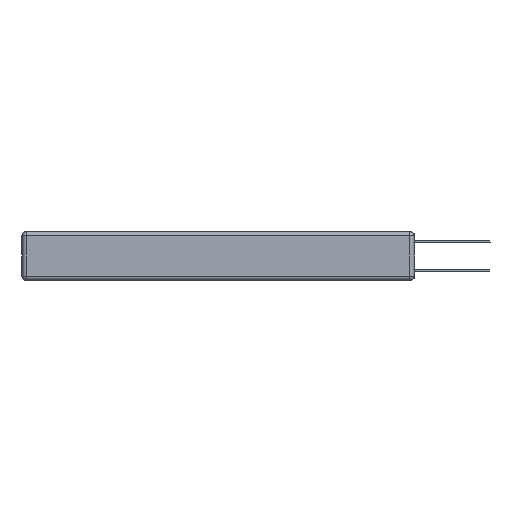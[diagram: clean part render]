
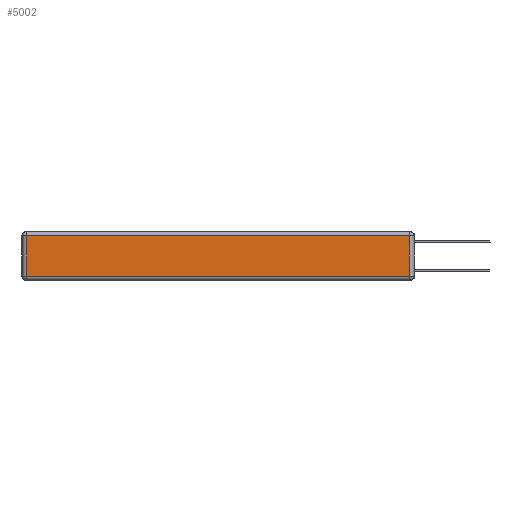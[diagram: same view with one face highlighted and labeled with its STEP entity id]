
A CAD part, left-side view. The second image highlights one B-rep face of the part: STEP entity #5002.
In plain terms, the highlighted planar face has unit normal (-1, 0, 0).
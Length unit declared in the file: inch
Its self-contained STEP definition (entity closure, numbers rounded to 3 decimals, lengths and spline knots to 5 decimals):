
#1079 = VECTOR ( 'NONE', #5286, 39.37008 ) ;
#1313 = ORIENTED_EDGE ( 'NONE', *, *, #13013, .T. ) ;
#1486 = EDGE_LOOP ( 'NONE', ( #15790, #14450, #14947, #1313 ) ) ;
#1558 = AXIS2_PLACEMENT_3D ( 'NONE', #5848, #17216, #2702 ) ;
#2688 = CARTESIAN_POINT ( 'NONE',  ( 0., 2.72, -0.313 ) ) ;
#2702 = DIRECTION ( 'NONE',  ( 0., 0., 1. ) ) ;
#2857 = CARTESIAN_POINT ( 'NONE',  ( 0., 2.72, -0.343 ) ) ;
#3523 = DIRECTION ( 'NONE',  ( 0., 1., 0. ) ) ;
#4365 = CARTESIAN_POINT ( 'NONE',  ( 0., 0.03, -0.03 ) ) ;
#4402 = LINE ( 'NONE', #2857, #4872 ) ;
#4458 = FACE_OUTER_BOUND ( 'NONE', #1486, .T. ) ;
#4872 = VECTOR ( 'NONE', #17480, 39.37008 ) ;
#5002 = ADVANCED_FACE ( 'NONE', ( #4458 ), #10940, .T. ) ;
#5084 = CARTESIAN_POINT ( 'NONE',  ( 0., 2.75, -0.03 ) ) ;
#5286 = DIRECTION ( 'NONE',  ( 0., -1., 0. ) ) ;
#5848 = CARTESIAN_POINT ( 'NONE',  ( 0., 0., -0.343 ) ) ;
#5852 = VERTEX_POINT ( 'NONE', #4365 ) ;
#6895 = CARTESIAN_POINT ( 'NONE',  ( 0., 0., -0.313 ) ) ;
#7925 = EDGE_CURVE ( 'NONE', #5852, #17278, #18273, .T. ) ;
#8144 = VERTEX_POINT ( 'NONE', #17403 ) ;
#8417 = CARTESIAN_POINT ( 'NONE',  ( 0., 0.03, -0.343 ) ) ;
#9013 = VECTOR ( 'NONE', #3523, 39.37008 ) ;
#10019 = DIRECTION ( 'NONE',  ( 0., 0., 1. ) ) ;
#10940 = PLANE ( 'NONE',  #1558 ) ;
#11063 = EDGE_CURVE ( 'NONE', #14129, #8144, #15281, .T. ) ;
#13013 = EDGE_CURVE ( 'NONE', #17278, #14129, #4402, .T. ) ;
#14129 = VERTEX_POINT ( 'NONE', #2688 ) ;
#14450 = ORIENTED_EDGE ( 'NONE', *, *, #17051, .T. ) ;
#14947 = ORIENTED_EDGE ( 'NONE', *, *, #7925, .T. ) ;
#15266 = VECTOR ( 'NONE', #10019, 39.37008 ) ;
#15281 = LINE ( 'NONE', #6895, #1079 ) ;
#15790 = ORIENTED_EDGE ( 'NONE', *, *, #11063, .T. ) ;
#16267 = LINE ( 'NONE', #8417, #15266 ) ;
#17051 = EDGE_CURVE ( 'NONE', #8144, #5852, #16267, .T. ) ;
#17216 = DIRECTION ( 'NONE',  ( -1., 0., 0. ) ) ;
#17278 = VERTEX_POINT ( 'NONE', #19403 ) ;
#17403 = CARTESIAN_POINT ( 'NONE',  ( 0., 0.03, -0.313 ) ) ;
#17480 = DIRECTION ( 'NONE',  ( 0., 0., -1. ) ) ;
#18273 = LINE ( 'NONE', #5084, #9013 ) ;
#19403 = CARTESIAN_POINT ( 'NONE',  ( 0., 2.72, -0.03 ) ) ;
